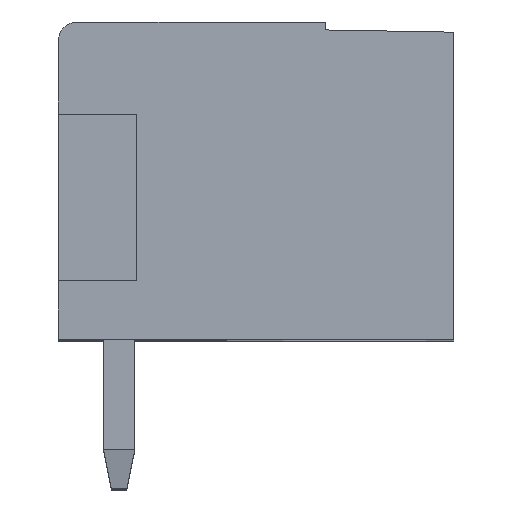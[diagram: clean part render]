
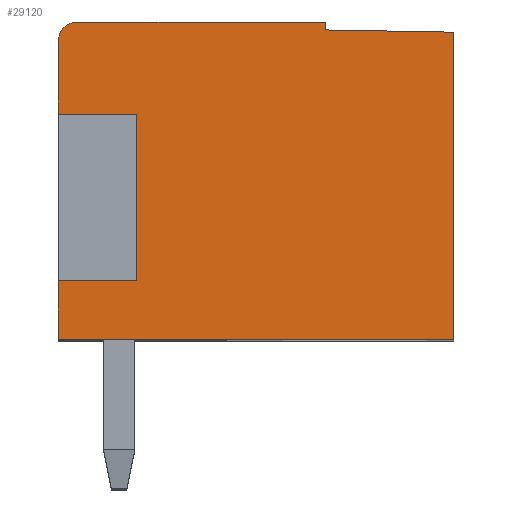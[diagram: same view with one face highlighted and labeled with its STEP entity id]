
A CAD part, top view. The second image highlights one B-rep face of the part: STEP entity #29120.
In plain terms, the highlighted planar face has unit normal (0, 0, 1).
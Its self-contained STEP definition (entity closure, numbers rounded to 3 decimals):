
#273=DIRECTION('',(-1.,0.,0.));
#274=VECTOR('',#273,6.326);
#275=CARTESIAN_POINT('',(-13.889,8.199,168.212));
#276=LINE('',#275,#274);
#10428=DIRECTION('',(0.,-1.,0.));
#10429=VECTOR('',#10428,7.84);
#10430=CARTESIAN_POINT('',(-10.615,7.94,
168.212));
#10431=LINE('',#10430,#10429);
#10432=DIRECTION('',(-1.,0.,0.));
#10433=VECTOR('',#10432,10.1);
#10434=CARTESIAN_POINT('',(-10.615,0.099,
168.212));
#10435=LINE('',#10434,#10433);
#10436=DIRECTION('',(0.,1.,0.));
#10437=VECTOR('',#10436,1.5);
#10438=CARTESIAN_POINT('',(-20.715,0.099,
168.212));
#10439=LINE('',#10438,#10437);
#10440=DIRECTION('',(1.,0.,0.));
#10441=VECTOR('',#10440,2.);
#10442=CARTESIAN_POINT('',(-20.715,1.599,
168.212));
#10443=LINE('',#10442,#10441);
#10444=DIRECTION('',(0.,1.,0.));
#10445=VECTOR('',#10444,1.85);
#10446=CARTESIAN_POINT('',(-20.715,5.849,
168.212));
#10447=LINE('',#10446,#10445);
#10448=CARTESIAN_POINT('',(-20.215,7.699,
168.212));
#10449=DIRECTION('',(0.,0.,-1.));
#10450=DIRECTION('',(-1.,0.,0.));
#10451=AXIS2_PLACEMENT_3D('',#10448,#10449,#10450);
#10453=DIRECTION('',(0.,-1.,0.));
#10454=VECTOR('',#10453,0.202);
#10455=CARTESIAN_POINT('',(-13.889,8.199,
168.212));
#10456=LINE('',#10455,#10454);
#10457=DIRECTION('',(1.,-0.017,0.));
#10458=VECTOR('',#10457,3.274);
#10459=CARTESIAN_POINT('',(-13.889,7.997,
168.212));
#10460=LINE('',#10459,#10458);
#10489=DIRECTION('',(1.,0.,0.));
#10490=VECTOR('',#10489,2.);
#10491=CARTESIAN_POINT('',(-20.715,5.849,
168.212));
#10492=LINE('',#10491,#10490);
#10497=DIRECTION('',(0.,-1.,0.));
#10498=VECTOR('',#10497,4.25);
#10499=CARTESIAN_POINT('',(-18.715,5.849,
168.212));
#10500=LINE('',#10499,#10498);
#10501=CARTESIAN_POINT('',(-10.615,7.94,
168.212));
#10502=CARTESIAN_POINT('',(-10.615,0.099,
168.212));
#10503=VERTEX_POINT('',#10501);
#10504=VERTEX_POINT('',#10502);
#10737=CARTESIAN_POINT('',(-20.715,5.849,
168.212));
#10738=CARTESIAN_POINT('',(-20.715,7.699,
168.212));
#10739=VERTEX_POINT('',#10737);
#10740=VERTEX_POINT('',#10738);
#10745=CARTESIAN_POINT('',(-20.715,1.599,
168.212));
#10746=VERTEX_POINT('',#10745);
#10747=CARTESIAN_POINT('',(-20.715,0.099,
168.212));
#10748=VERTEX_POINT('',#10747);
#10777=CARTESIAN_POINT('',(-20.215,8.199,
168.212));
#10778=VERTEX_POINT('',#10777);
#10779=CARTESIAN_POINT('',(-13.889,8.199,
168.212));
#10780=VERTEX_POINT('',#10779);
#10781=CARTESIAN_POINT('',(-13.889,7.997,
168.212));
#10782=VERTEX_POINT('',#10781);
#10783=CARTESIAN_POINT('',(-18.715,1.599,
168.212));
#10784=VERTEX_POINT('',#10783);
#10785=CARTESIAN_POINT('',(-18.715,5.849,
168.212));
#10786=VERTEX_POINT('',#10785);
#29099=CARTESIAN_POINT('',(-10.615,0.099,
168.212));
#29100=DIRECTION('',(0.,0.,-1.));
#29101=DIRECTION('',(0.,1.,0.));
#29102=AXIS2_PLACEMENT_3D('',#29099,#29100,#29101);
#29103=PLANE('',#29102);
#29104=ORIENTED_EDGE('',*,*,#13745,.T.);
#29105=ORIENTED_EDGE('',*,*,#15044,.T.);
#29106=ORIENTED_EDGE('',*,*,#14070,.T.);
#29108=ORIENTED_EDGE('',*,*,#29107,.T.);
#29110=ORIENTED_EDGE('',*,*,#29109,.F.);
#29112=ORIENTED_EDGE('',*,*,#29111,.F.);
#29113=ORIENTED_EDGE('',*,*,#14062,.T.);
#29114=ORIENTED_EDGE('',*,*,#14027,.T.);
#29115=ORIENTED_EDGE('',*,*,#14012,.F.);
#29116=ORIENTED_EDGE('',*,*,#13997,.T.);
#29117=ORIENTED_EDGE('',*,*,#13982,.T.);
#29118=EDGE_LOOP('',(#29104,#29105,#29106,#29108,#29110,#29112,#29113,#29114,
#29115,#29116,#29117));
#29119=FACE_OUTER_BOUND('',#29118,.F.);
#10452=CIRCLE('',#10451,0.5);
#13745=EDGE_CURVE('',#10503,#10504,#10431,.T.);
#13982=EDGE_CURVE('',#10782,#10503,#10460,.T.);
#13997=EDGE_CURVE('',#10780,#10782,#10456,.T.);
#14012=EDGE_CURVE('',#10780,#10778,#276,.T.);
#14027=EDGE_CURVE('',#10740,#10778,#10452,.T.);
#14062=EDGE_CURVE('',#10739,#10740,#10447,.T.);
#14070=EDGE_CURVE('',#10748,#10746,#10439,.T.);
#15044=EDGE_CURVE('',#10504,#10748,#10435,.T.);
#29107=EDGE_CURVE('',#10746,#10784,#10443,.T.);
#29109=EDGE_CURVE('',#10786,#10784,#10500,.T.);
#29111=EDGE_CURVE('',#10739,#10786,#10492,.T.);
#29120=ADVANCED_FACE('',(#29119),#29103,.F.);
